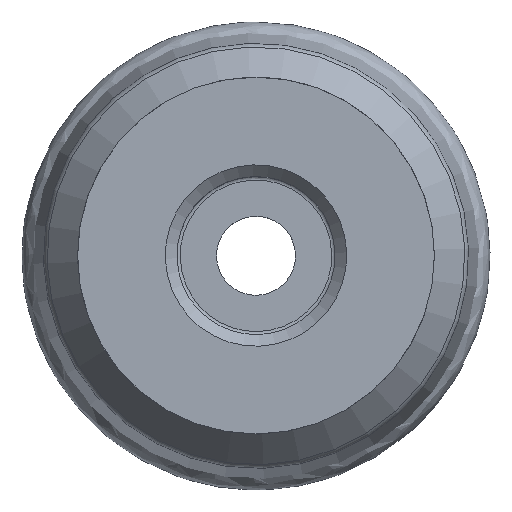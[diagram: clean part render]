
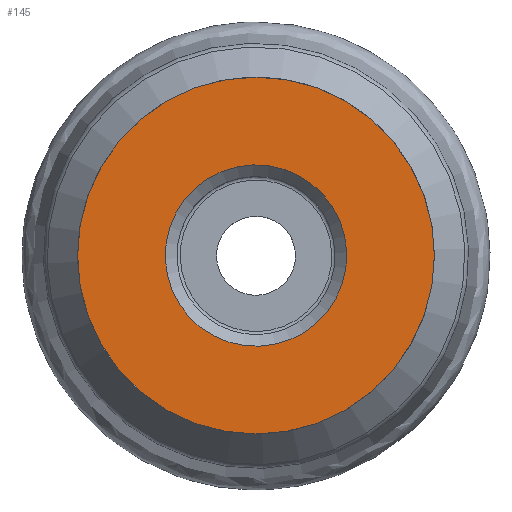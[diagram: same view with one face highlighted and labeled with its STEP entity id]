
A CAD part, top view. The second image highlights one B-rep face of the part: STEP entity #145.
In plain terms, the highlighted planar face has unit normal (0, 0, 1).
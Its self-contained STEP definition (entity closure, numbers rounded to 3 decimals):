
#119=PLANE('',#594);
#145=ADVANCED_FACE('',(#206,#207),#119,.T.);
#206=FACE_BOUND('',#259,.T.);
#207=FACE_BOUND('',#260,.T.);
#259=EDGE_LOOP('',(#311));
#260=EDGE_LOOP('',(#312));
#311=ORIENTED_EDGE('',*,*,#355,.F.);
#312=ORIENTED_EDGE('',*,*,#348,.F.);
#321=VERTEX_POINT('',#796);
#328=VERTEX_POINT('',#817);
#348=EDGE_CURVE('',#321,#321,#374,.T.);
#355=EDGE_CURVE('',#328,#328,#381,.T.);
#374=CIRCLE('',#558,30.5);
#381=CIRCLE('',#572,15.505);
#558=AXIS2_PLACEMENT_3D('',#795,#658,#659);
#572=AXIS2_PLACEMENT_3D('',#816,#686,#687);
#594=AXIS2_PLACEMENT_3D('',#849,#730,#731);
#658=DIRECTION('',(0.,0.,-1.));
#659=DIRECTION('',(1.,0.,0.));
#686=DIRECTION('',(0.,0.,1.));
#687=DIRECTION('',(-0.208,0.978,0.));
#730=DIRECTION('',(0.,0.,1.));
#731=DIRECTION('',(-0.208,0.978,0.));
#795=CARTESIAN_POINT('',(0.,0.,0.));
#796=CARTESIAN_POINT('',(30.5,0.,0.));
#816=CARTESIAN_POINT('',(0.,0.,0.));
#817=CARTESIAN_POINT('',(-3.224,15.166,0.));
#849=CARTESIAN_POINT('',(-30.5,0.,0.));
